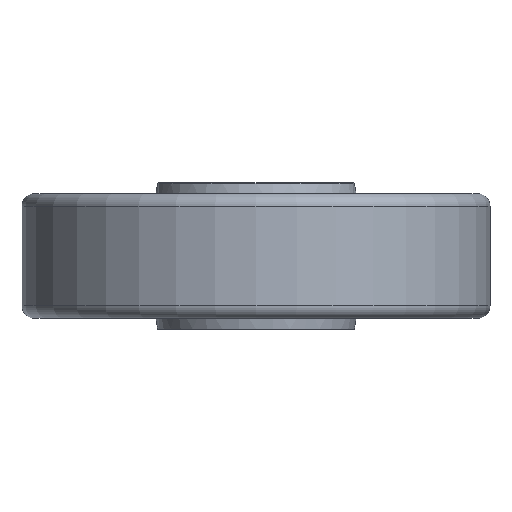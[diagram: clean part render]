
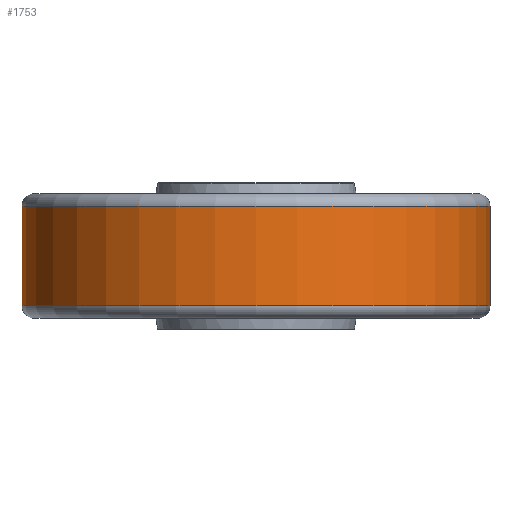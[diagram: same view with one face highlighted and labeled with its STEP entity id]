
A CAD part, front view. The second image highlights one B-rep face of the part: STEP entity #1753.
In plain terms, the highlighted cylindrical face has radius 75 mm (diameter 150 mm), a partial arc.
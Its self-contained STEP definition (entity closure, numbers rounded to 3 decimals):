
#53 = LINE ( 'NONE', #1716, #907 ) ;
#101 = DIRECTION ( 'NONE',  ( 0., 0., 1. ) ) ;
#117 = ORIENTED_EDGE ( 'NONE', *, *, #481, .T. ) ;
#147 = LINE ( 'NONE', #1579, #1050 ) ;
#195 = AXIS2_PLACEMENT_3D ( 'NONE', #531, #1715, #246 ) ;
#219 = FACE_OUTER_BOUND ( 'NONE', #743, .T. ) ;
#246 = DIRECTION ( 'NONE',  ( 1., 0., 0. ) ) ;
#254 = CIRCLE ( 'NONE', #195, 75. ) ;
#280 = ORIENTED_EDGE ( 'NONE', *, *, #1462, .T. ) ;
#343 = CARTESIAN_POINT ( 'NONE',  ( 0., 0., 0. ) ) ;
#414 = EDGE_CURVE ( 'NONE', #1457, #1740, #147, .T. ) ;
#481 = EDGE_CURVE ( 'NONE', #527, #1290, #53, .T. ) ;
#527 = VERTEX_POINT ( 'NONE', #1229 ) ;
#531 = CARTESIAN_POINT ( 'NONE',  ( 0., 0., 16. ) ) ;
#617 = CARTESIAN_POINT ( 'NONE',  ( -75., 0., 16. ) ) ;
#634 = ORIENTED_EDGE ( 'NONE', *, *, #1566, .T. ) ;
#653 = CYLINDRICAL_SURFACE ( 'NONE', #1093, 75. ) ;
#666 = DIRECTION ( 'NONE',  ( 0., 0., 1. ) ) ;
#692 = CARTESIAN_POINT ( 'NONE',  ( 0., 0., -16. ) ) ;
#696 = CARTESIAN_POINT ( 'NONE',  ( 75., 0., 16. ) ) ;
#743 = EDGE_LOOP ( 'NONE', ( #1709, #634, #117, #280 ) ) ;
#907 = VECTOR ( 'NONE', #666, 1000. ) ;
#947 = DIRECTION ( 'NONE',  ( 1., 0., 0. ) ) ;
#1050 = VECTOR ( 'NONE', #1599, 1000. ) ;
#1093 = AXIS2_PLACEMENT_3D ( 'NONE', #343, #1244, #947 ) ;
#1195 = CIRCLE ( 'NONE', #1223, 75. ) ;
#1223 = AXIS2_PLACEMENT_3D ( 'NONE', #692, #101, #1255 ) ;
#1229 = CARTESIAN_POINT ( 'NONE',  ( 75., 0., -16. ) ) ;
#1244 = DIRECTION ( 'NONE',  ( 0., 0., 1. ) ) ;
#1255 = DIRECTION ( 'NONE',  ( -1., 0., 0. ) ) ;
#1282 = CARTESIAN_POINT ( 'NONE',  ( -75., 0., -16. ) ) ;
#1290 = VERTEX_POINT ( 'NONE', #696 ) ;
#1457 = VERTEX_POINT ( 'NONE', #1282 ) ;
#1462 = EDGE_CURVE ( 'NONE', #1290, #1740, #254, .T. ) ;
#1566 = EDGE_CURVE ( 'NONE', #1457, #527, #1195, .T. ) ;
#1579 = CARTESIAN_POINT ( 'NONE',  ( -75., 0., 0. ) ) ;
#1599 = DIRECTION ( 'NONE',  ( 0., 0., 1. ) ) ;
#1709 = ORIENTED_EDGE ( 'NONE', *, *, #414, .F. ) ;
#1715 = DIRECTION ( 'NONE',  ( 0., 0., -1. ) ) ;
#1716 = CARTESIAN_POINT ( 'NONE',  ( 75., 0., 0. ) ) ;
#1740 = VERTEX_POINT ( 'NONE', #617 ) ;
#1753 = ADVANCED_FACE ( 'NONE', ( #219 ), #653, .T. ) ;
